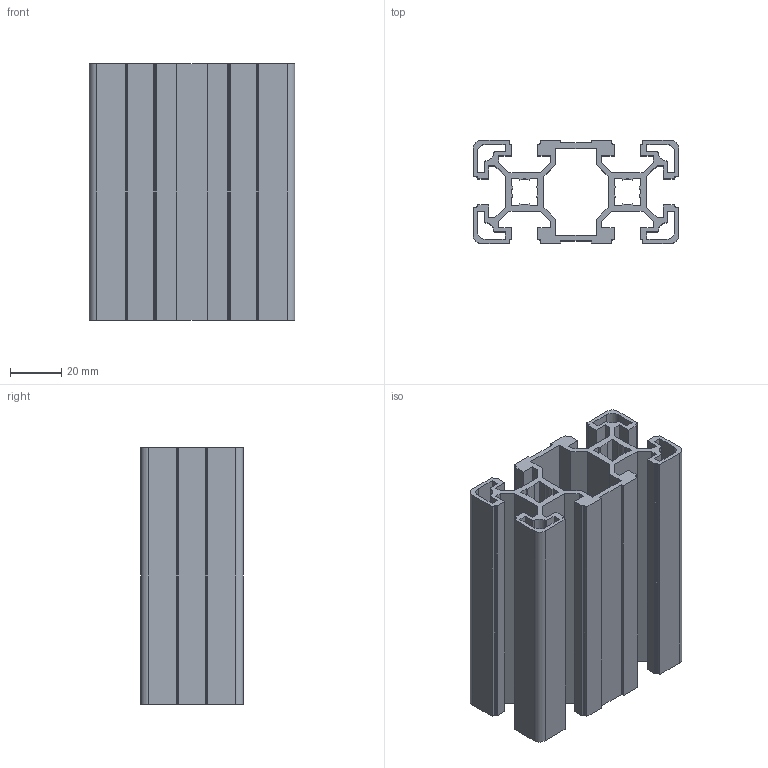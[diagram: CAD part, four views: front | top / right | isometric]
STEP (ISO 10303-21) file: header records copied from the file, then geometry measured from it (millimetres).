
FILE_DESCRIPTION(/* description */ ('Profil 40x80 lehký - drážka 10'),/* implementation_level */ '2;1');
FILE_NAME(/* name */ '164080L.stp',/* time_stamp */ '2023-08-04T15:31:17+02:00',/* author */ ('Machotka'),/* organization */ ('Alutec K&K'),/* preprocessor_version */ 'ST-DEVELOPER v18.1',/* originating_system */ 'Autodesk Inventor 2021',/* authorisation */ '');
FILE_SCHEMA (('AUTOMOTIVE_DESIGN { 1 0 10303 214 3 1 1 }'));
Length unit declared in the file: millimetre
Products named in the file (1): 164080L
Bounding box: 80 x 40 x 100 mm (x, y, z)
Volume: 94116.3 mm3; surface area: 85642.7 mm2
Topology: 1 solids, 1 shells, 218 faces, 648 edges, 432 vertices
Faces by surface type: plane 166, cylinder 52
Entity records: 7325 total; most frequent: CARTESIAN_POINT 1299, ORIENTED_EDGE 1296, DIRECTION 1190, EDGE_CURVE 648, LINE 544, VECTOR 544, VERTEX_POINT 432, AXIS2_PLACEMENT_3D 323
